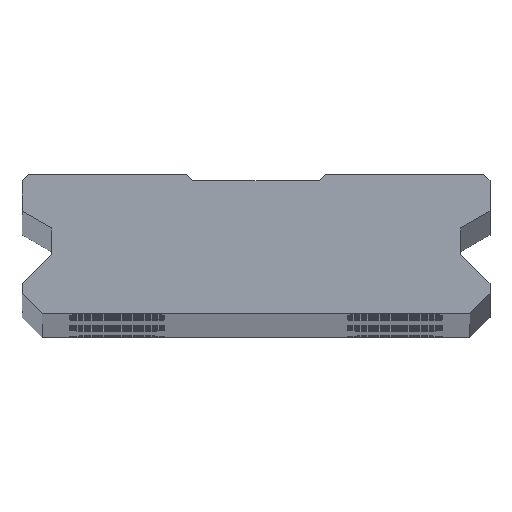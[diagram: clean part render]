
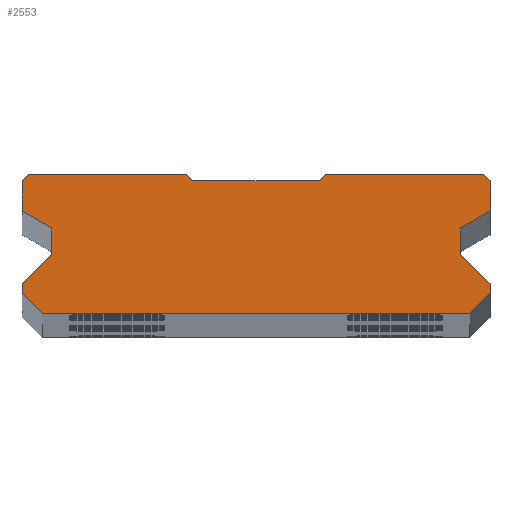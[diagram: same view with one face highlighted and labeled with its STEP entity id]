
A CAD part, top view. The second image highlights one B-rep face of the part: STEP entity #2553.
In plain terms, the highlighted planar face has unit normal (0, 0, 1).
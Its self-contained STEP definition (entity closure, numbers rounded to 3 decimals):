
#103=LINE('',#4294,#251);
#107=LINE('',#4302,#255);
#110=LINE('',#4308,#258);
#113=LINE('',#4314,#261);
#116=LINE('',#4320,#264);
#119=LINE('',#4326,#267);
#122=LINE('',#4332,#270);
#125=LINE('',#4338,#273);
#128=LINE('',#4344,#276);
#131=LINE('',#4350,#279);
#134=LINE('',#4356,#282);
#137=LINE('',#4362,#285);
#140=LINE('',#4368,#288);
#143=LINE('',#4374,#291);
#146=LINE('',#4380,#294);
#149=LINE('',#4386,#297);
#152=LINE('',#4392,#300);
#155=LINE('',#4398,#303);
#158=LINE('',#4404,#306);
#161=LINE('',#4409,#309);
#251=VECTOR('',#3616,10.);
#255=VECTOR('',#3622,10.);
#258=VECTOR('',#3627,10.);
#261=VECTOR('',#3632,10.);
#264=VECTOR('',#3637,10.);
#267=VECTOR('',#3642,10.);
#270=VECTOR('',#3647,10.);
#273=VECTOR('',#3652,10.);
#276=VECTOR('',#3657,10.);
#279=VECTOR('',#3662,10.);
#282=VECTOR('',#3667,10.);
#285=VECTOR('',#3672,10.);
#288=VECTOR('',#3677,10.);
#291=VECTOR('',#3682,10.);
#294=VECTOR('',#3687,10.);
#297=VECTOR('',#3692,10.);
#300=VECTOR('',#3697,10.);
#303=VECTOR('',#3702,10.);
#306=VECTOR('',#3707,10.);
#309=VECTOR('',#3712,10.);
#683=FACE_OUTER_BOUND('',#969,.T.);
#969=EDGE_LOOP('',(#2295,#2296,#2297,#2298,#2299,#2300,#2301,#2302,#2303,
#2304,#2305,#2306,#2307,#2308,#2309,#2310,#2311,#2312,#2313,#2314));
#1323=VERTEX_POINT('',#4292);
#1324=VERTEX_POINT('',#4293);
#1327=VERTEX_POINT('',#4301);
#1329=VERTEX_POINT('',#4307);
#1331=VERTEX_POINT('',#4313);
#1333=VERTEX_POINT('',#4319);
#1335=VERTEX_POINT('',#4325);
#1337=VERTEX_POINT('',#4331);
#1339=VERTEX_POINT('',#4337);
#1341=VERTEX_POINT('',#4343);
#1343=VERTEX_POINT('',#4349);
#1345=VERTEX_POINT('',#4355);
#1347=VERTEX_POINT('',#4361);
#1349=VERTEX_POINT('',#4367);
#1351=VERTEX_POINT('',#4373);
#1353=VERTEX_POINT('',#4379);
#1355=VERTEX_POINT('',#4385);
#1357=VERTEX_POINT('',#4391);
#1359=VERTEX_POINT('',#4397);
#1361=VERTEX_POINT('',#4403);
#1627=EDGE_CURVE('',#1323,#1324,#103,.T.);
#1631=EDGE_CURVE('',#1324,#1327,#107,.T.);
#1634=EDGE_CURVE('',#1327,#1329,#110,.T.);
#1637=EDGE_CURVE('',#1329,#1331,#113,.T.);
#1640=EDGE_CURVE('',#1331,#1333,#116,.T.);
#1643=EDGE_CURVE('',#1333,#1335,#119,.T.);
#1646=EDGE_CURVE('',#1335,#1337,#122,.T.);
#1649=EDGE_CURVE('',#1337,#1339,#125,.T.);
#1652=EDGE_CURVE('',#1339,#1341,#128,.T.);
#1655=EDGE_CURVE('',#1341,#1343,#131,.T.);
#1658=EDGE_CURVE('',#1343,#1345,#134,.T.);
#1661=EDGE_CURVE('',#1345,#1347,#137,.T.);
#1664=EDGE_CURVE('',#1347,#1349,#140,.T.);
#1667=EDGE_CURVE('',#1349,#1351,#143,.T.);
#1670=EDGE_CURVE('',#1351,#1353,#146,.T.);
#1673=EDGE_CURVE('',#1353,#1355,#149,.T.);
#1676=EDGE_CURVE('',#1355,#1357,#152,.T.);
#1679=EDGE_CURVE('',#1357,#1359,#155,.T.);
#1682=EDGE_CURVE('',#1359,#1361,#158,.T.);
#1685=EDGE_CURVE('',#1361,#1323,#161,.T.);
#2295=ORIENTED_EDGE('',*,*,#1685,.T.);
#2296=ORIENTED_EDGE('',*,*,#1627,.T.);
#2297=ORIENTED_EDGE('',*,*,#1631,.T.);
#2298=ORIENTED_EDGE('',*,*,#1634,.T.);
#2299=ORIENTED_EDGE('',*,*,#1637,.T.);
#2300=ORIENTED_EDGE('',*,*,#1640,.T.);
#2301=ORIENTED_EDGE('',*,*,#1643,.T.);
#2302=ORIENTED_EDGE('',*,*,#1646,.T.);
#2303=ORIENTED_EDGE('',*,*,#1649,.T.);
#2304=ORIENTED_EDGE('',*,*,#1652,.T.);
#2305=ORIENTED_EDGE('',*,*,#1655,.T.);
#2306=ORIENTED_EDGE('',*,*,#1658,.T.);
#2307=ORIENTED_EDGE('',*,*,#1661,.T.);
#2308=ORIENTED_EDGE('',*,*,#1664,.T.);
#2309=ORIENTED_EDGE('',*,*,#1667,.T.);
#2310=ORIENTED_EDGE('',*,*,#1670,.T.);
#2311=ORIENTED_EDGE('',*,*,#1673,.T.);
#2312=ORIENTED_EDGE('',*,*,#1676,.T.);
#2313=ORIENTED_EDGE('',*,*,#1679,.T.);
#2314=ORIENTED_EDGE('',*,*,#1682,.T.);
#2399=PLANE('',#2906);
#2553=ADVANCED_FACE('',(#683),#2399,.T.);
#2906=AXIS2_PLACEMENT_3D('',#4411,#3714,#3715);
#3616=DIRECTION('',(0.,-1.,0.));
#3622=DIRECTION('',(-0.707,-0.707,0.));
#3627=DIRECTION('',(0.,-1.,0.));
#3632=DIRECTION('',(0.707,-0.707,0.));
#3637=DIRECTION('',(1.,0.,0.));
#3642=DIRECTION('',(0.707,0.707,0.));
#3647=DIRECTION('',(0.,1.,0.));
#3652=DIRECTION('',(-0.707,0.707,0.));
#3657=DIRECTION('',(0.,1.,0.));
#3662=DIRECTION('',(0.866,0.5,0.));
#3667=DIRECTION('',(0.,1.,0.));
#3672=DIRECTION('',(-0.707,0.707,0.));
#3677=DIRECTION('',(-1.,0.,0.));
#3682=DIRECTION('',(-0.707,-0.707,0.));
#3687=DIRECTION('',(-1.,0.,0.));
#3692=DIRECTION('',(-0.707,0.707,0.));
#3697=DIRECTION('',(-1.,0.,0.));
#3702=DIRECTION('',(-0.707,-0.707,0.));
#3707=DIRECTION('',(0.,-1.,0.));
#3712=DIRECTION('',(0.866,-0.5,0.));
#3714=DIRECTION('center_axis',(0.,0.,1.));
#3715=DIRECTION('ref_axis',(1.,0.,0.));
#4292=CARTESIAN_POINT('',(-16.2,6.772,0.));
#4293=CARTESIAN_POINT('',(-16.2,4.7,0.));
#4294=CARTESIAN_POINT('',(-16.2,6.772,0.));
#4301=CARTESIAN_POINT('',(-18.5,2.4,0.));
#4302=CARTESIAN_POINT('',(-16.2,4.7,0.));
#4307=CARTESIAN_POINT('',(-18.5,1.6,0.));
#4308=CARTESIAN_POINT('',(-18.5,2.4,0.));
#4313=CARTESIAN_POINT('',(-16.9,0.,0.));
#4314=CARTESIAN_POINT('',(-18.5,1.6,0.));
#4319=CARTESIAN_POINT('',(16.9,0.,0.));
#4320=CARTESIAN_POINT('',(-16.9,0.,0.));
#4325=CARTESIAN_POINT('',(18.5,1.6,0.));
#4326=CARTESIAN_POINT('',(16.9,0.,0.));
#4331=CARTESIAN_POINT('',(18.5,2.4,0.));
#4332=CARTESIAN_POINT('',(18.5,1.6,0.));
#4337=CARTESIAN_POINT('',(16.2,4.7,0.));
#4338=CARTESIAN_POINT('',(18.5,2.4,0.));
#4343=CARTESIAN_POINT('',(16.2,6.772,0.));
#4344=CARTESIAN_POINT('',(16.2,4.7,0.));
#4349=CARTESIAN_POINT('',(18.5,8.1,0.));
#4350=CARTESIAN_POINT('',(16.2,6.772,0.));
#4355=CARTESIAN_POINT('',(18.5,10.5,0.));
#4356=CARTESIAN_POINT('',(18.5,8.1,0.));
#4361=CARTESIAN_POINT('',(18.,11.,0.));
#4362=CARTESIAN_POINT('',(18.5,10.5,0.));
#4367=CARTESIAN_POINT('',(5.5,11.,0.));
#4368=CARTESIAN_POINT('',(18.,11.,0.));
#4373=CARTESIAN_POINT('',(5.,10.5,0.));
#4374=CARTESIAN_POINT('',(5.5,11.,0.));
#4379=CARTESIAN_POINT('',(-5.,10.5,0.));
#4380=CARTESIAN_POINT('',(5.,10.5,0.));
#4385=CARTESIAN_POINT('',(-5.5,11.,0.));
#4386=CARTESIAN_POINT('',(-5.,10.5,0.));
#4391=CARTESIAN_POINT('',(-18.,11.,0.));
#4392=CARTESIAN_POINT('',(-5.5,11.,0.));
#4397=CARTESIAN_POINT('',(-18.5,10.5,0.));
#4398=CARTESIAN_POINT('',(-18.,11.,0.));
#4403=CARTESIAN_POINT('',(-18.5,8.1,0.));
#4404=CARTESIAN_POINT('',(-18.5,10.5,0.));
#4409=CARTESIAN_POINT('',(-18.5,8.1,0.));
#4411=CARTESIAN_POINT('Origin',(0.,5.565,
0.));
